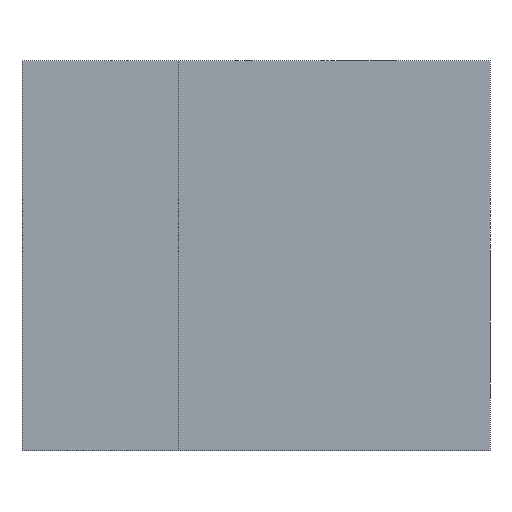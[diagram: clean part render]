
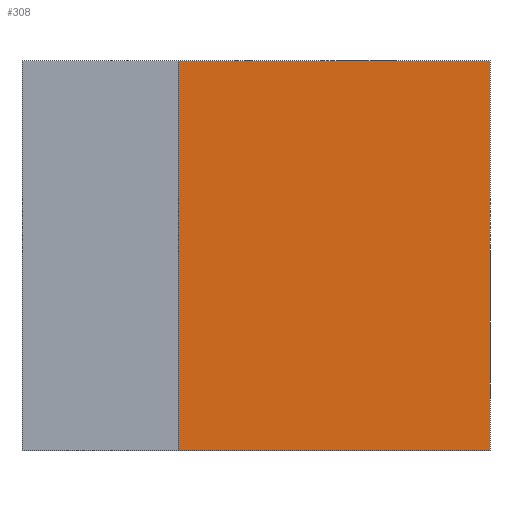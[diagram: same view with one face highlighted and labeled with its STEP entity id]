
A CAD part, front view. The second image highlights one B-rep face of the part: STEP entity #308.
In plain terms, the highlighted planar face has unit normal (0, -1, 0).
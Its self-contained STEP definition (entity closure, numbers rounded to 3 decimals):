
#95 = VERTEX_POINT('',#96);
#96 = CARTESIAN_POINT('',(6.,0.,15.));
#102 = EDGE_CURVE('',#95,#103,#105,.T.);
#103 = VERTEX_POINT('',#104);
#104 = CARTESIAN_POINT('',(18.,0.,15.));
#105 = LINE('',#106,#107);
#106 = CARTESIAN_POINT('',(0.,0.,15.));
#107 = VECTOR('',#108,1.);
#108 = DIRECTION('',(1.,0.,0.));
#181 = VERTEX_POINT('',#182);
#182 = CARTESIAN_POINT('',(6.,0.,0.));
#188 = EDGE_CURVE('',#181,#189,#191,.T.);
#189 = VERTEX_POINT('',#190);
#190 = CARTESIAN_POINT('',(18.,0.,0.));
#191 = LINE('',#192,#193);
#192 = CARTESIAN_POINT('',(0.,0.,0.));
#193 = VECTOR('',#194,1.);
#194 = DIRECTION('',(1.,0.,0.));
#256 = EDGE_CURVE('',#181,#95,#257,.T.);
#257 = LINE('',#258,#259);
#258 = CARTESIAN_POINT('',(6.,0.,0.));
#259 = VECTOR('',#260,1.);
#260 = DIRECTION('',(0.,0.,1.));
#284 = EDGE_CURVE('',#189,#103,#285,.T.);
#285 = LINE('',#286,#287);
#286 = CARTESIAN_POINT('',(18.,0.,0.));
#287 = VECTOR('',#288,1.);
#288 = DIRECTION('',(0.,0.,1.));
#308 = ADVANCED_FACE('',(#309),#315,.F.);
#309 = FACE_BOUND('',#310,.F.);
#310 = EDGE_LOOP('',(#311,#312,#313,#314));
#311 = ORIENTED_EDGE('',*,*,#188,.F.);
#312 = ORIENTED_EDGE('',*,*,#256,.T.);
#313 = ORIENTED_EDGE('',*,*,#102,.T.);
#314 = ORIENTED_EDGE('',*,*,#284,.F.);
#315 = PLANE('',#316);
#316 = AXIS2_PLACEMENT_3D('',#317,#318,#319);
#317 = CARTESIAN_POINT('',(0.,0.,0.));
#318 = DIRECTION('',(0.,1.,0.));
#319 = DIRECTION('',(0.,0.,1.));
